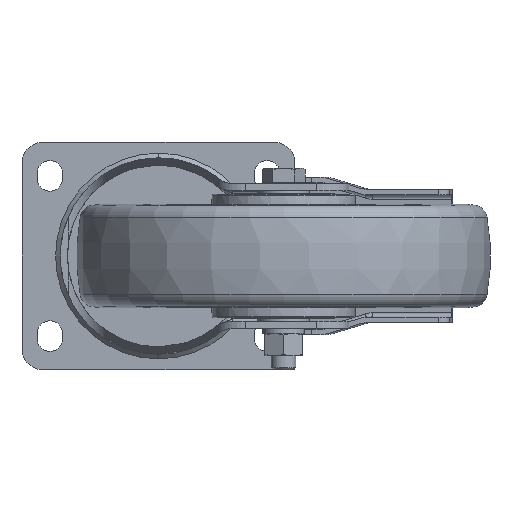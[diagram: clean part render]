
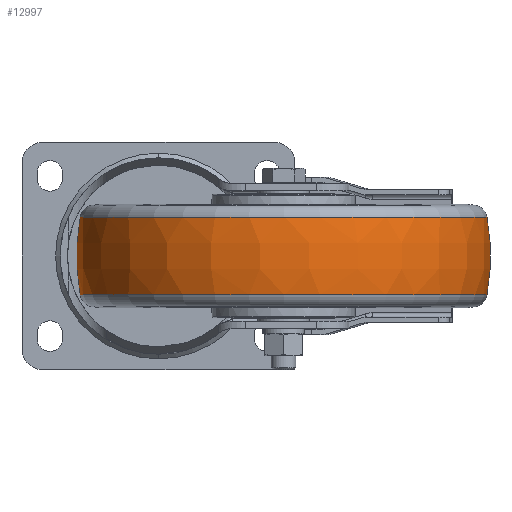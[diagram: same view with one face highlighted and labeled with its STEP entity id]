
A CAD part, front view. The second image highlights one B-rep face of the part: STEP entity #12997.
In plain terms, the highlighted toroidal (fillet/blend) face has major radius 10 mm and minor radius 110 mm.
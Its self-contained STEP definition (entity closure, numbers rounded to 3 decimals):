
#31 = CARTESIAN_POINT ( 'NONE',  ( 20.158, -142.044, 0. ) ) ;
#100 = CARTESIAN_POINT ( 'NONE',  ( 40.158, -141.956, 0. ) ) ;
#868 = CARTESIAN_POINT ( 'NONE',  ( 30.158, -142., 18.854 ) ) ;
#938 = EDGE_CURVE ( 'NONE', #1009, #5094, #16079, .T. ) ;
#1009 = VERTEX_POINT ( 'NONE', #11312 ) ;
#1140 = DIRECTION ( 'NONE',  ( 1., 0.004, 0. ) ) ;
#2071 = AXIS2_PLACEMENT_3D ( 'NONE', #18516, #4807, #9069 ) ;
#3535 = AXIS2_PLACEMENT_3D ( 'NONE', #868, #14925, #1140 ) ;
#4807 = DIRECTION ( 'NONE',  ( 0., 0., 1. ) ) ;
#5094 = VERTEX_POINT ( 'NONE', #15134 ) ;
#5198 = CARTESIAN_POINT ( 'NONE',  ( 128.529, -141.563, -18.854 ) ) ;
#5779 = DIRECTION ( 'NONE',  ( 1., 0.004, 0. ) ) ;
#6124 = DIRECTION ( 'NONE',  ( 0.004, -1., 0. ) ) ;
#6378 = DIRECTION ( 'NONE',  ( -1., -0.004, 0. ) ) ;
#6753 = ORIENTED_EDGE ( 'NONE', *, *, #13407, .T. ) ;
#8533 = TOROIDAL_SURFACE ( 'NONE', #2071, -10., 110. ) ;
#9069 = DIRECTION ( 'NONE',  ( 1., 0.004, 0. ) ) ;
#11312 = CARTESIAN_POINT ( 'NONE',  ( -68.213, -142.437, 18.854 ) ) ;
#11756 = ORIENTED_EDGE ( 'NONE', *, *, #14529, .T. ) ;
#12059 = VERTEX_POINT ( 'NONE', #5198 ) ;
#12997 = ADVANCED_FACE ( 'NONE', ( #13920 ), #8533, .T. ) ;
#13407 = EDGE_CURVE ( 'NONE', #12059, #5094, #16416, .T. ) ;
#13730 = EDGE_LOOP ( 'NONE', ( #22642, #11756, #6753, #13864 ) ) ;
#13864 = ORIENTED_EDGE ( 'NONE', *, *, #938, .F. ) ;
#13920 = FACE_OUTER_BOUND ( 'NONE', #13730, .T. ) ;
#14529 = EDGE_CURVE ( 'NONE', #20682, #12059, #19745, .T. ) ;
#14572 = DIRECTION ( 'NONE',  ( 1., 0.004, 0. ) ) ;
#14925 = DIRECTION ( 'NONE',  ( 0., 0., 1. ) ) ;
#15134 = CARTESIAN_POINT ( 'NONE',  ( 128.529, -141.563, 18.854 ) ) ;
#15962 = EDGE_CURVE ( 'NONE', #20682, #1009, #24943, .T. ) ;
#16079 = CIRCLE ( 'NONE', #3535, 98.372 ) ;
#16416 = CIRCLE ( 'NONE', #18508, 110. ) ;
#18508 = AXIS2_PLACEMENT_3D ( 'NONE', #31, #6124, #6378 ) ;
#18516 = CARTESIAN_POINT ( 'NONE',  ( 30.158, -142., 0. ) ) ;
#19745 = CIRCLE ( 'NONE', #23416, 98.372 ) ;
#19773 = CARTESIAN_POINT ( 'NONE',  ( -68.213, -142.437, -18.854 ) ) ;
#20682 = VERTEX_POINT ( 'NONE', #19773 ) ;
#21853 = CARTESIAN_POINT ( 'NONE',  ( 30.158, -142., -18.854 ) ) ;
#22642 = ORIENTED_EDGE ( 'NONE', *, *, #15962, .F. ) ;
#23416 = AXIS2_PLACEMENT_3D ( 'NONE', #21853, #25978, #5779 ) ;
#24497 = AXIS2_PLACEMENT_3D ( 'NONE', #100, #24889, #14572 ) ;
#24889 = DIRECTION ( 'NONE',  ( -0.004, 1., 0. ) ) ;
#24943 = CIRCLE ( 'NONE', #24497, 110. ) ;
#25978 = DIRECTION ( 'NONE',  ( 0., 0., 1. ) ) ;
